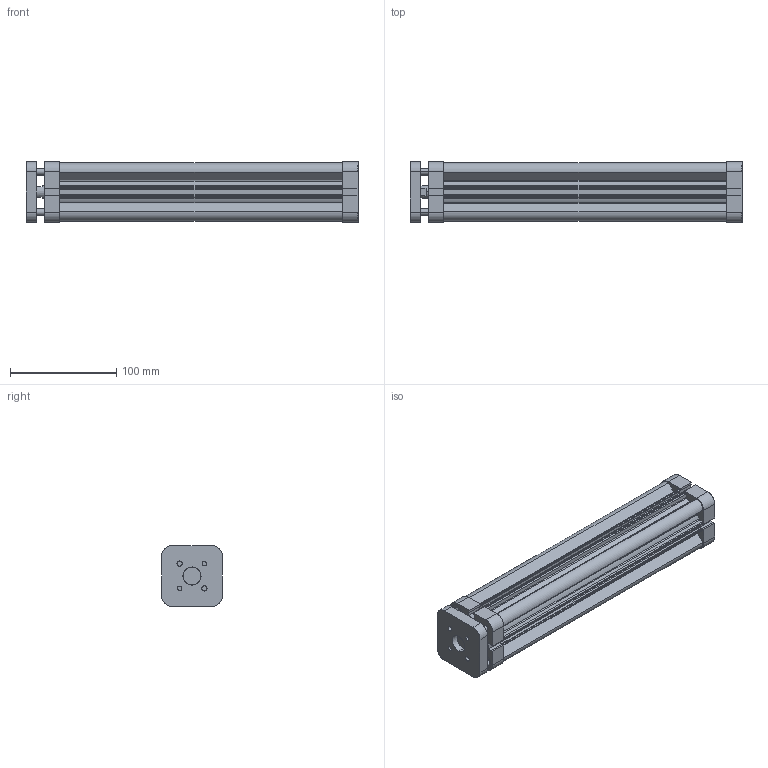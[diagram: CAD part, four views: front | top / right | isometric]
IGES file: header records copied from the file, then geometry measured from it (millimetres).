
Start section: SolidWorks IGES file using analytic representation for surfaces
Global section: file name: KCY-40-250-CYLINDER.IGS; native system: SolidWorks 2010; preprocessor: SolidWorks 2010; author: Yeni; date: 130724.173220; units: millimetre
Bounding box: 313 x 57 x 57 mm (x, y, z)
Surface area: 205531.8 mm2 (no closed solid volume)
Topology: 0 solids, 0 shells, 335 faces, 4912 edges, 4910 vertices
Faces by surface type: bspline 173, revolution 162
